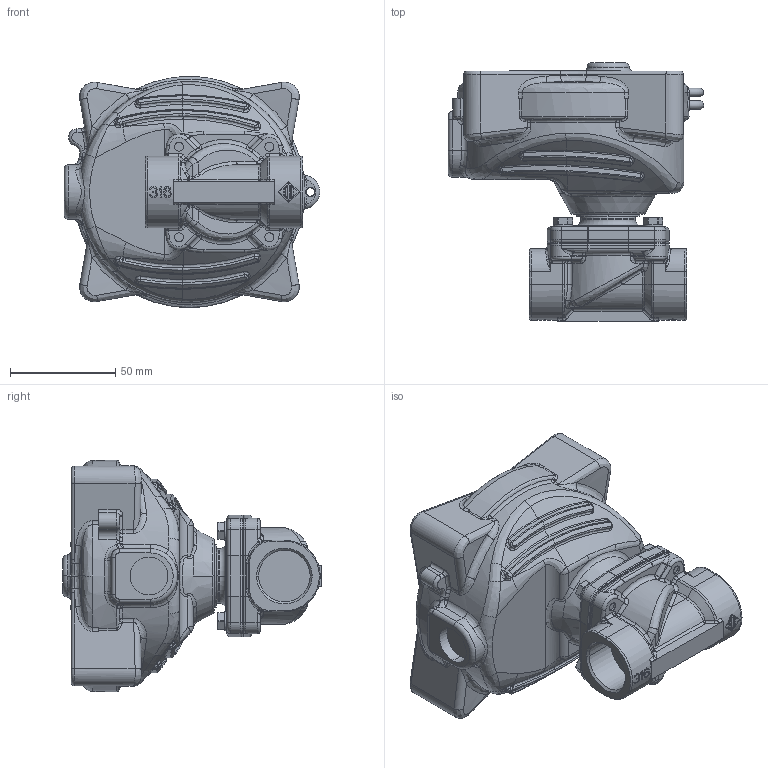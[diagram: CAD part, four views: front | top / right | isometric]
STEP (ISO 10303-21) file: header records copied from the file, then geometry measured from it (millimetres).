
FILE_DESCRIPTION((''),'2;1');
FILE_NAME('21IH5KI_ING_ASM','2011-09-23T',('romeri'),('O.D.E.'),'PRO/ENGINEER BY PARAMETRIC TECHNOLOGY CORPORATION, 2005450','PRO/ENGINEER BY PARAMETRIC TECHNOLOGY CORPORATION, 2005450','');
FILE_SCHEMA(('CONFIG_CONTROL_DESIGN'));
Products named in the file (3): 21IH5_ING; 453053; 21IH5KI_ING_ASM
Assembly tree (2 placements, depth 2):
  21IH5KI_ING_ASM
    21IH5_ING
    453053
Bounding box: 121.47 x 122.9 x 110 mm (x, y, z)
Volume: 610033.7 mm3; surface area: 67987.8 mm2
Topology: 2 solids, 6 shells, 2023 faces, 4809 edges, 2846 vertices
Faces by surface type: bspline 546, cylinder 543, plane 510, torus 268, cone 82, sphere 74
Entity records: 103133 total; most frequent: CARTESIAN_POINT 36751, ORIENTED_EDGE 9562, DIRECTION 7761, PRESENTATION_STYLE_ASSIGNMENT 6192, STYLED_ITEM 4815, CURVE_STYLE 4809, EDGE_CURVE 4809, AXIS2_PLACEMENT_3D 3125
